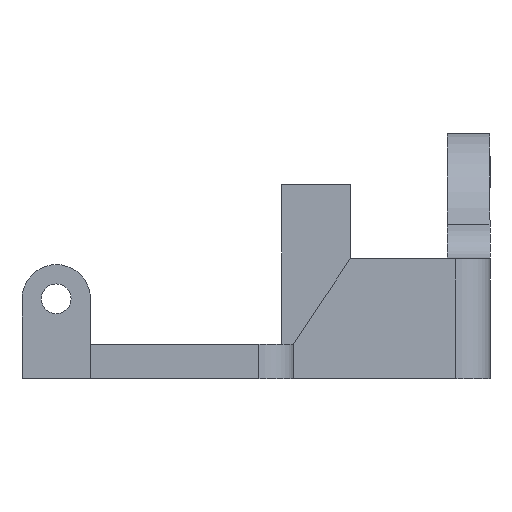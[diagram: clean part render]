
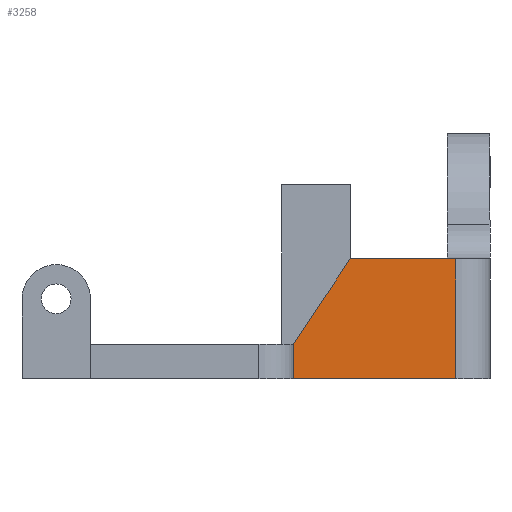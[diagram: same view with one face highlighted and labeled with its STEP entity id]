
A CAD part, left-side view. The second image highlights one B-rep face of the part: STEP entity #3258.
In plain terms, the highlighted planar face has unit normal (-1, 0, 0).
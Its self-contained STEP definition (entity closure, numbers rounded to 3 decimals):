
#180 = PLANE('',#181);
#181 = AXIS2_PLACEMENT_3D('',#182,#183,#184);
#182 = CARTESIAN_POINT('',(57.,36.5,0.));
#183 = DIRECTION('',(-0.,0.,-1.));
#184 = DIRECTION('',(-1.,0.,0.));
#875 = VERTEX_POINT('',#876);
#876 = CARTESIAN_POINT('',(-47.,34.5,6.));
#890 = PLANE('',#891);
#891 = AXIS2_PLACEMENT_3D('',#892,#893,#894);
#892 = CARTESIAN_POINT('',(-47.,34.5,21.));
#893 = DIRECTION('',(-0.,-1.,-0.));
#894 = DIRECTION('',(1.,0.,0.));
#918 = PLANE('',#919);
#919 = AXIS2_PLACEMENT_3D('',#920,#921,#922);
#920 = CARTESIAN_POINT('',(57.,23.833,22.));
#921 = DIRECTION('',(0.,-0.832,-0.555));
#922 = DIRECTION('',(0.,0.555,-0.832));
#2842 = VERTEX_POINT('',#2843);
#2843 = CARTESIAN_POINT('',(-47.,34.5,0.));
#2865 = EDGE_CURVE('',#875,#2842,#2866,.T.);
#2866 = SURFACE_CURVE('',#2867,(#2871,#2878),.PCURVE_S1.);
#2867 = LINE('',#2868,#2869);
#2868 = CARTESIAN_POINT('',(-47.,34.5,21.));
#2869 = VECTOR('',#2870,1.);
#2870 = DIRECTION('',(0.,0.,-1.));
#2871 = PCURVE('',#890,#2872);
#2872 = DEFINITIONAL_REPRESENTATION('',(#2873),#2877);
#2873 = LINE('',#2874,#2875);
#2874 = CARTESIAN_POINT('',(-0.,0.));
#2875 = VECTOR('',#2876,1.);
#2876 = DIRECTION('',(-0.,-1.));
#2877 = ( GEOMETRIC_REPRESENTATION_CONTEXT(2) 
PARAMETRIC_REPRESENTATION_CONTEXT() REPRESENTATION_CONTEXT('2D SPACE',''
  ) );
#2878 = PCURVE('',#2879,#2884);
#2879 = PLANE('',#2880);
#2880 = AXIS2_PLACEMENT_3D('',#2881,#2882,#2883);
#2881 = CARTESIAN_POINT('',(-47.,-1.,21.));
#2882 = DIRECTION('',(-1.,-0.,-0.));
#2883 = DIRECTION('',(0.,-1.,0.));
#2884 = DEFINITIONAL_REPRESENTATION('',(#2885),#2889);
#2885 = LINE('',#2886,#2887);
#2886 = CARTESIAN_POINT('',(-35.5,0.));
#2887 = VECTOR('',#2888,1.);
#2888 = DIRECTION('',(-0.,-1.));
#2889 = ( GEOMETRIC_REPRESENTATION_CONTEXT(2) 
PARAMETRIC_REPRESENTATION_CONTEXT() REPRESENTATION_CONTEXT('2D SPACE',''
  ) );
#2905 = PLANE('',#2906);
#2906 = AXIS2_PLACEMENT_3D('',#2907,#2908,#2909);
#2907 = CARTESIAN_POINT('',(-57.,0.,21.));
#2908 = DIRECTION('',(0.,0.,-1.));
#2909 = DIRECTION('',(-1.,0.,0.));
#2925 = VERTEX_POINT('',#2926);
#2926 = CARTESIAN_POINT('',(-47.,6.,21.));
#2941 = CYLINDRICAL_SURFACE('',#2942,6.);
#2942 = AXIS2_PLACEMENT_3D('',#2943,#2944,#2945);
#2943 = CARTESIAN_POINT('',(-41.,6.,21.));
#2944 = DIRECTION('',(0.,0.,-1.));
#2945 = DIRECTION('',(0.,-1.,0.));
#2953 = EDGE_CURVE('',#2925,#2954,#2956,.T.);
#2954 = VERTEX_POINT('',#2955);
#2955 = CARTESIAN_POINT('',(-47.,24.5,21.));
#2956 = SURFACE_CURVE('',#2957,(#2961,#2968),.PCURVE_S1.);
#2957 = LINE('',#2958,#2959);
#2958 = CARTESIAN_POINT('',(-47.,-1.,21.));
#2959 = VECTOR('',#2960,1.);
#2960 = DIRECTION('',(0.,1.,0.));
#2961 = PCURVE('',#2905,#2962);
#2962 = DEFINITIONAL_REPRESENTATION('',(#2963),#2967);
#2963 = LINE('',#2964,#2965);
#2964 = CARTESIAN_POINT('',(-10.,-1.));
#2965 = VECTOR('',#2966,1.);
#2966 = DIRECTION('',(0.,1.));
#2967 = ( GEOMETRIC_REPRESENTATION_CONTEXT(2) 
PARAMETRIC_REPRESENTATION_CONTEXT() REPRESENTATION_CONTEXT('2D SPACE',''
  ) );
#2968 = PCURVE('',#2879,#2969);
#2969 = DEFINITIONAL_REPRESENTATION('',(#2970),#2974);
#2970 = LINE('',#2971,#2972);
#2971 = CARTESIAN_POINT('',(-0.,0.));
#2972 = VECTOR('',#2973,1.);
#2973 = DIRECTION('',(-1.,0.));
#2974 = ( GEOMETRIC_REPRESENTATION_CONTEXT(2) 
PARAMETRIC_REPRESENTATION_CONTEXT() REPRESENTATION_CONTEXT('2D SPACE',''
  ) );
#3109 = EDGE_CURVE('',#2925,#3110,#3112,.T.);
#3110 = VERTEX_POINT('',#3111);
#3111 = CARTESIAN_POINT('',(-47.,6.,0.));
#3112 = SURFACE_CURVE('',#3113,(#3117,#3124),.PCURVE_S1.);
#3113 = LINE('',#3114,#3115);
#3114 = CARTESIAN_POINT('',(-47.,6.,21.));
#3115 = VECTOR('',#3116,1.);
#3116 = DIRECTION('',(0.,0.,-1.));
#3117 = PCURVE('',#2941,#3118);
#3118 = DEFINITIONAL_REPRESENTATION('',(#3119),#3123);
#3119 = LINE('',#3120,#3121);
#3120 = CARTESIAN_POINT('',(1.571,0.));
#3121 = VECTOR('',#3122,1.);
#3122 = DIRECTION('',(0.,1.));
#3123 = ( GEOMETRIC_REPRESENTATION_CONTEXT(2) 
PARAMETRIC_REPRESENTATION_CONTEXT() REPRESENTATION_CONTEXT('2D SPACE',''
  ) );
#3124 = PCURVE('',#2879,#3125);
#3125 = DEFINITIONAL_REPRESENTATION('',(#3126),#3130);
#3126 = LINE('',#3127,#3128);
#3127 = CARTESIAN_POINT('',(-7.,0.));
#3128 = VECTOR('',#3129,1.);
#3129 = DIRECTION('',(-0.,-1.));
#3130 = ( GEOMETRIC_REPRESENTATION_CONTEXT(2) 
PARAMETRIC_REPRESENTATION_CONTEXT() REPRESENTATION_CONTEXT('2D SPACE',''
  ) );
#3258 = ADVANCED_FACE('',(#3259),#2879,.T.);
#3259 = FACE_BOUND('',#3260,.F.);
#3260 = EDGE_LOOP('',(#3261,#3281,#3282,#3301,#3302));
#3261 = ORIENTED_EDGE('',*,*,#3262,.F.);
#3262 = EDGE_CURVE('',#2842,#3110,#3263,.T.);
#3263 = SURFACE_CURVE('',#3264,(#3268,#3274),.PCURVE_S1.);
#3264 = LINE('',#3265,#3266);
#3265 = CARTESIAN_POINT('',(-47.,-0.5,0.));
#3266 = VECTOR('',#3267,1.);
#3267 = DIRECTION('',(0.,-1.,0.));
#3268 = PCURVE('',#2879,#3269);
#3269 = DEFINITIONAL_REPRESENTATION('',(#3270),#3273);
#3270 = B_SPLINE_CURVE_WITH_KNOTS('',1,(#3271,#3272),.UNSPECIFIED.,.F.,
  .F.,(2,2),(-35.,-0.5),.PIECEWISE_BEZIER_KNOTS.);
#3271 = CARTESIAN_POINT('',(-35.5,-21.));
#3272 = CARTESIAN_POINT('',(-1.,-21.));
#3273 = ( GEOMETRIC_REPRESENTATION_CONTEXT(2) 
PARAMETRIC_REPRESENTATION_CONTEXT() REPRESENTATION_CONTEXT('2D SPACE',''
  ) );
#3274 = PCURVE('',#180,#3275);
#3275 = DEFINITIONAL_REPRESENTATION('',(#3276),#3280);
#3276 = LINE('',#3277,#3278);
#3277 = CARTESIAN_POINT('',(104.,-37.));
#3278 = VECTOR('',#3279,1.);
#3279 = DIRECTION('',(0.,-1.));
#3280 = ( GEOMETRIC_REPRESENTATION_CONTEXT(2) 
PARAMETRIC_REPRESENTATION_CONTEXT() REPRESENTATION_CONTEXT('2D SPACE',''
  ) );
#3281 = ORIENTED_EDGE('',*,*,#2865,.F.);
#3282 = ORIENTED_EDGE('',*,*,#3283,.T.);
#3283 = EDGE_CURVE('',#875,#2954,#3284,.T.);
#3284 = SURFACE_CURVE('',#3285,(#3289,#3295),.PCURVE_S1.);
#3285 = LINE('',#3286,#3287);
#3286 = CARTESIAN_POINT('',(-47.,20.244,27.385));
#3287 = VECTOR('',#3288,1.);
#3288 = DIRECTION('',(0.,-0.555,0.832));
#3289 = PCURVE('',#2879,#3290);
#3290 = DEFINITIONAL_REPRESENTATION('',(#3291),#3294);
#3291 = B_SPLINE_CURVE_WITH_KNOTS('',1,(#3292,#3293),.UNSPECIFIED.,.F.,
  .F.,(2,2),(-25.701,-7.673),.PIECEWISE_BEZIER_KNOTS.);
#3292 = CARTESIAN_POINT('',(-35.5,-15.));
#3293 = CARTESIAN_POINT('',(-25.5,0.));
#3294 = ( GEOMETRIC_REPRESENTATION_CONTEXT(2) 
PARAMETRIC_REPRESENTATION_CONTEXT() REPRESENTATION_CONTEXT('2D SPACE',''
  ) );
#3295 = PCURVE('',#918,#3296);
#3296 = DEFINITIONAL_REPRESENTATION('',(#3297),#3300);
#3297 = B_SPLINE_CURVE_WITH_KNOTS('',1,(#3298,#3299),.UNSPECIFIED.,.F.,
  .F.,(2,2),(-25.701,-7.673),.PIECEWISE_BEZIER_KNOTS.);
#3298 = CARTESIAN_POINT('',(19.23,-104.));
#3299 = CARTESIAN_POINT('',(1.202,-104.));
#3300 = ( GEOMETRIC_REPRESENTATION_CONTEXT(2) 
PARAMETRIC_REPRESENTATION_CONTEXT() REPRESENTATION_CONTEXT('2D SPACE',''
  ) );
#3301 = ORIENTED_EDGE('',*,*,#2953,.F.);
#3302 = ORIENTED_EDGE('',*,*,#3109,.T.);
